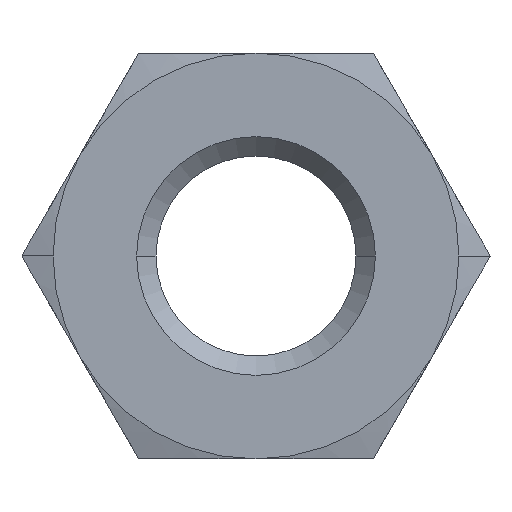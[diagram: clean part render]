
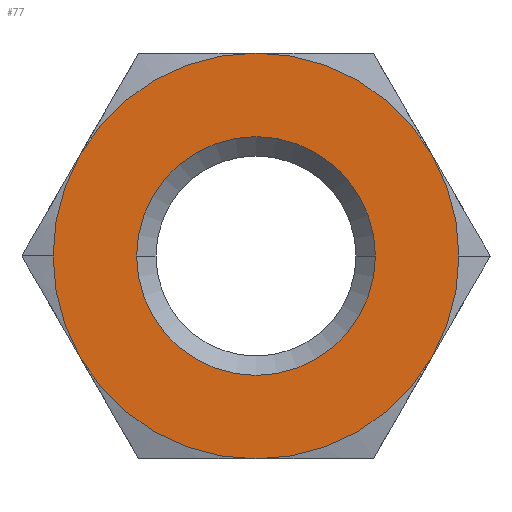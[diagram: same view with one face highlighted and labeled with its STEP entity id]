
A CAD part, left-side view. The second image highlights one B-rep face of the part: STEP entity #77.
In plain terms, the highlighted planar face has unit normal (-1, 0, 0).
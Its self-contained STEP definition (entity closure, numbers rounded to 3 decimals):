
#77=ADVANCED_FACE('',(#142,#143),#144,.T.);
#142=FACE_OUTER_BOUND('',#208,.T.);
#143=FACE_BOUND('',#209,.T.);
#144=PLANE('',#210);
#208=EDGE_LOOP('',(#450,#451,#452,#453,#454,#455,#456,#457));
#209=EDGE_LOOP('',(#458,#459));
#210=AXIS2_PLACEMENT_3D('',#460,#461,#462);
#450=ORIENTED_EDGE('',*,*,#529,.T.);
#451=ORIENTED_EDGE('',*,*,#486,.T.);
#452=ORIENTED_EDGE('',*,*,#525,.T.);
#453=ORIENTED_EDGE('',*,*,#527,.T.);
#454=ORIENTED_EDGE('',*,*,#482,.T.);
#455=ORIENTED_EDGE('',*,*,#532,.T.);
#456=ORIENTED_EDGE('',*,*,#540,.T.);
#457=ORIENTED_EDGE('',*,*,#534,.T.);
#458=ORIENTED_EDGE('',*,*,#500,.T.);
#459=ORIENTED_EDGE('',*,*,#488,.T.);
#460=CARTESIAN_POINT('',(-15.0,4.25,0.0));
#461=DIRECTION('',(-1.0,0.0,0.0));
#462=DIRECTION('',(0.0,0.0,1.0));
#482=EDGE_CURVE('',#578,#576,#579,.T.);
#486=EDGE_CURVE('',#581,#583,#585,.T.);
#488=EDGE_CURVE('',#589,#586,#590,.T.);
#500=EDGE_CURVE('',#586,#589,#607,.T.);
#525=EDGE_CURVE('',#583,#632,#651,.T.);
#527=EDGE_CURVE('',#632,#578,#653,.T.);
#529=EDGE_CURVE('',#644,#581,#655,.T.);
#532=EDGE_CURVE('',#576,#617,#658,.T.);
#534=EDGE_CURVE('',#608,#644,#660,.T.);
#540=EDGE_CURVE('',#617,#608,#666,.T.);
#576=VERTEX_POINT('',#706);
#578=VERTEX_POINT('',#709);
#579=CIRCLE('',#710,8.5);
#581=VERTEX_POINT('',#721);
#583=VERTEX_POINT('',#724);
#585=CIRCLE('',#735,8.5);
#586=VERTEX_POINT('',#736);
#589=VERTEX_POINT('',#740);
#590=CIRCLE('',#741,5.0);
#607=CIRCLE('',#763,5.0);
#608=VERTEX_POINT('',#764);
#617=VERTEX_POINT('',#793);
#632=VERTEX_POINT('',#838);
#644=VERTEX_POINT('',#880);
#651=CIRCLE('',#907,8.5);
#653=CIRCLE('',#909,8.5);
#655=CIRCLE('',#911,8.5);
#658=CIRCLE('',#914,8.5);
#660=CIRCLE('',#916,8.5);
#666=CIRCLE('',#922,8.5);
#706=CARTESIAN_POINT('',(-15.0,-8.5,0.));
#709=CARTESIAN_POINT('',(-15.0,-7.361,-4.25));
#710=AXIS2_PLACEMENT_3D('',#970,#971,#972);
#721=CARTESIAN_POINT('',(-15.0,8.5,0.));
#724=CARTESIAN_POINT('',(-15.0,7.361,-4.25));
#735=AXIS2_PLACEMENT_3D('',#974,#975,#976);
#736=CARTESIAN_POINT('',(-15.0,5.0,0.0));
#740=CARTESIAN_POINT('',(-15.0,-5.0,0.));
#741=AXIS2_PLACEMENT_3D('',#978,#979,#980);
#763=AXIS2_PLACEMENT_3D('',#1004,#1005,#1006);
#764=CARTESIAN_POINT('',(-15.0,0.0,8.5));
#793=CARTESIAN_POINT('',(-15.0,-7.361,4.25));
#838=CARTESIAN_POINT('',(-15.0,0.0,-8.5));
#880=CARTESIAN_POINT('',(-15.0,7.361,4.25));
#907=AXIS2_PLACEMENT_3D('',#1029,#1030,#1031);
#909=AXIS2_PLACEMENT_3D('',#1035,#1036,#1037);
#911=AXIS2_PLACEMENT_3D('',#1041,#1042,#1043);
#914=AXIS2_PLACEMENT_3D('',#1050,#1051,#1052);
#916=AXIS2_PLACEMENT_3D('',#1056,#1057,#1058);
#922=AXIS2_PLACEMENT_3D('',#1074,#1075,#1076);
#970=CARTESIAN_POINT('',(-15.0,0.0,0.0));
#971=DIRECTION('',(-1.0,0.0,0.0));
#972=DIRECTION('',(0.0,1.0,0.0));
#974=CARTESIAN_POINT('',(-15.0,0.0,0.0));
#975=DIRECTION('',(-1.0,0.0,0.0));
#976=DIRECTION('',(0.0,1.0,0.0));
#978=CARTESIAN_POINT('',(-15.0,0.0,0.0));
#979=DIRECTION('',(1.0,0.0,0.0));
#980=DIRECTION('',(0.0,1.0,0.0));
#1004=CARTESIAN_POINT('',(-15.0,0.0,0.0));
#1005=DIRECTION('',(1.0,0.0,0.0));
#1006=DIRECTION('',(0.0,1.0,0.0));
#1029=CARTESIAN_POINT('',(-15.0,0.0,0.0));
#1030=DIRECTION('',(-1.0,0.0,0.0));
#1031=DIRECTION('',(0.0,1.0,0.0));
#1035=CARTESIAN_POINT('',(-15.0,0.0,0.0));
#1036=DIRECTION('',(-1.0,0.0,0.0));
#1037=DIRECTION('',(0.0,1.0,0.0));
#1041=CARTESIAN_POINT('',(-15.0,0.0,0.0));
#1042=DIRECTION('',(-1.0,0.0,0.0));
#1043=DIRECTION('',(0.0,1.0,0.0));
#1050=CARTESIAN_POINT('',(-15.0,0.0,0.0));
#1051=DIRECTION('',(-1.0,0.0,0.0));
#1052=DIRECTION('',(0.0,1.0,0.0));
#1056=CARTESIAN_POINT('',(-15.0,0.0,0.0));
#1057=DIRECTION('',(-1.0,0.0,0.0));
#1058=DIRECTION('',(0.0,1.0,0.0));
#1074=CARTESIAN_POINT('',(-15.0,0.0,0.0));
#1075=DIRECTION('',(-1.0,0.0,0.0));
#1076=DIRECTION('',(0.0,1.0,0.0));
